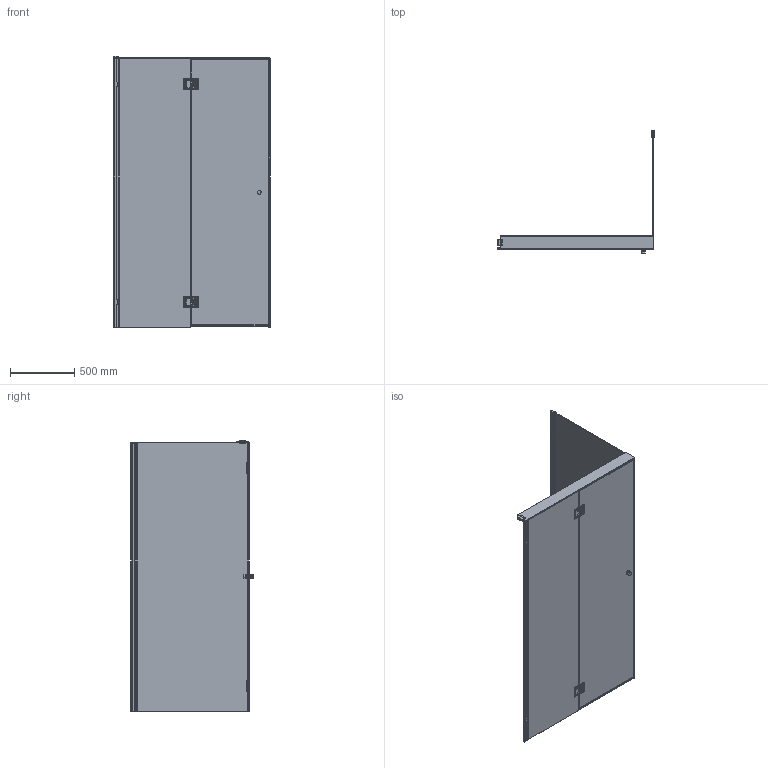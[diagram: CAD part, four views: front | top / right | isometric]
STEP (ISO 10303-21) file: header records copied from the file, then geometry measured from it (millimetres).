
FILE_DESCRIPTION(/* description */ (''),/* implementation_level */ '2;1');
FILE_NAME(/* name */ 'STEP - H31RE01 1200x900 channel_1710026',/* time_stamp */ '2024-08-13T16:51:39+10:00',/* author */ (''),/* organization */ (''),/* preprocessor_version */ 'ST-DEVELOPER v16.5',/* originating_system */ 'Rhino 7.23',/* authorisation */ '');
FILE_SCHEMA (('AUTOMOTIVE_DESIGN'));
Products named in the file (39): Document; H31RE01ǽ�Ĳ�g-�� 1200
x900x2100; AL022ǽ��74; AL1022-210036; 3.2�߽���210030; �g-��78; �g-��51; FFFDFFFD
\X0\-U75; hex socket set screws with flat point gb_GB_FASTENER_SCREWS_HSFP M8X6
-N38; FFFD
\X0\g-��-U34; FFFD
\X0\g-��-U42; FFFDFFFD
\X0\-U47; ���79; H31���69; �rĶ˸�SJ21018; H31�̲�57; �77; 05F0FFFDFFFDFFFD58E8
\X0\R4�ǣ�76; ���װ�θ�-�ɺ�8; M6 x 12-12N_ISO 10642 - M6 x 12 --- 12N23; ��õ������A173; ͨ�õ����ת�ὺ��1
2; ͨ��S5XXϵ�н�Ƭ25; ��õ����ȦA-210; ͨ�õ�ɵ���ת��32; H700���49; ISO 4027 - M5 x 10_ISO 4027 - M5 x 10-N59; H700����6; H710�̶���63; ���-C��ǳ�ͷM5�ݶ�_
ISO 4762 M5 x 25 --- 25N14; H700����_265; ��õ�����14445; H520�̶����27; H510����53; ���GA.700��Ʒ71; M6 x 16����ǳ�ͷ�ݶ�_ISO 10642 - M
6 x 16 --- 16C67; H31�4; 302A-102; LS06540
Assembly tree (56 placements, depth 5):
  Document
    H31RE01ǽ�Ĳ�g-�� 1200
x900x2100
      AL022ǽ��74
        AL1022-210036
        3.2�߽���210030
      �g-��78
        �g-��51
  FFFDFFFD
\X0\-U75
          hex socket set screws with flat point gb_GB_FASTENER_SCREWS_HSFP M8X6
-N38  x2
  FFFD
\X0\g-��-U34
  FFFD
\X0\g-��-U42
  FFFDFFFD
\X0\-U47
      ���79
        AL022ǽ��74
          AL1022-210036
          3.2�߽���210030
        H31���69
        �rĶ˸�SJ21018
      H31�̲�57
      �77
  05F0FFFDFFFDFFFD58E8
\X0\R4�ǣ�76  x2
          ���װ�θ�-�ɺ�8
          M6 x 12-12N_ISO 10642 - M6 x 12 --- 12N23
          ��õ������A173
          ͨ�õ����ת�ὺ��1
2
          ͨ��S5XXϵ�н�Ƭ25
          ��õ����ȦA-210
          ͨ�õ�ɵ���ת��32
          H700���49
          ISO 4027 - M5 x 10_ISO 4027 - M5 x 10-N59
          H700����6
          H710�̶���63
          ���-C��ǳ�ͷM5�ݶ�_
ISO 4762 M5 x 25 --- 25N14
          H700����_265
          ��õ�����14445
          H520�̶����27
          H510����53
          ���GA.700��Ʒ71
          M6 x 16����ǳ�ͷ�ݶ�_ISO 10642 - M
6 x 16 --- 16C67
        H31�4
        302A-102
        LS06540
Bounding box: 1224.81 x 953 x 2116.5 mm (x, y, z)
Volume: 45644045.7 mm3; surface area: 10566702.6 mm2
Topology: 83 solids, 83 shells, 6045 faces, 15366 edges, 9608 vertices
Faces by surface type: plane 3283, bspline 1506, cylinder 1256
Entity records: 84719 total; most frequent: CARTESIAN_POINT 38821, ORIENTED_EDGE 13504, EDGE_CURVE 6752, B_SPLINE_CURVE_WITH_KNOTS 5242, VERTEX_POINT 4325, EDGE_LOOP 2755, ADVANCED_FACE 2591, FACE_OUTER_BOUND 2591
